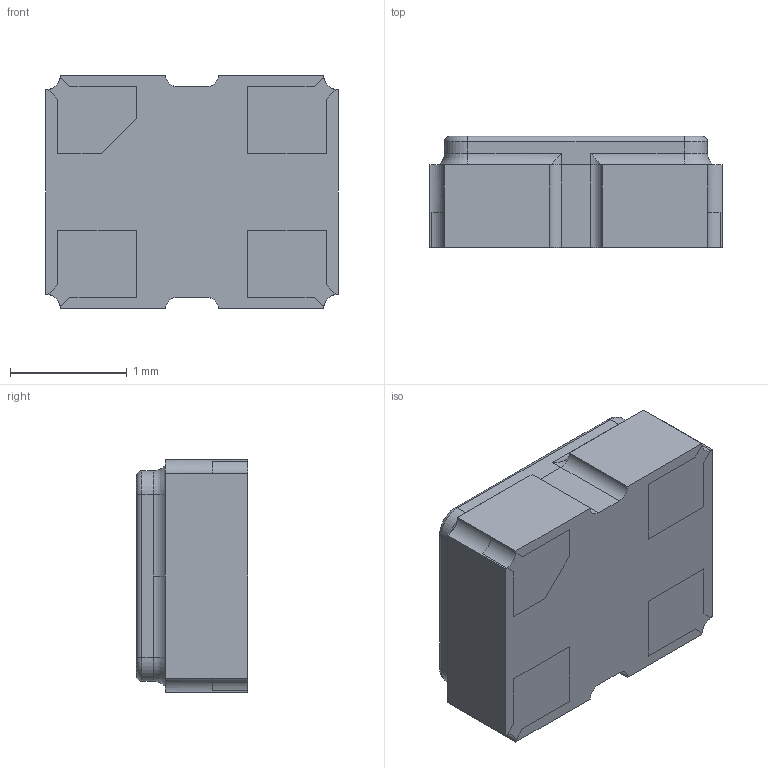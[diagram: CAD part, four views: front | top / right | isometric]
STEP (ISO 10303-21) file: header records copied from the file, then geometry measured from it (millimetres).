
FILE_DESCRIPTION (( 'STEP AP214' ), '1' );
FILE_NAME ('TX22-18010S-26.000-X-R.STEP', '2025-01-17T13:31:50', ( '' ), ( '' ), 'SwSTEP 2.0', 'SolidWorks 2021', '' );
FILE_SCHEMA (( 'AUTOMOTIVE_DESIGN' ));
Length unit declared in the file: millimetre
Products named in the file (1): TX22-18010S-26.000-X-R
Bounding box: 2.5 x 0.95 x 2 mm (x, y, z)
Volume: 4.4 mm3; surface area: 43.4 mm2
Topology: 8 solids, 8 shells, 126 faces, 319 edges, 210 vertices
Faces by surface type: plane 83, cylinder 35, torus 8
Entity records: 3881 total; most frequent: CARTESIAN_POINT 668, DIRECTION 650, ORIENTED_EDGE 638, EDGE_CURVE 319, LINE 234, VECTOR 234, VERTEX_POINT 210, AXIS2_PLACEMENT_3D 208
